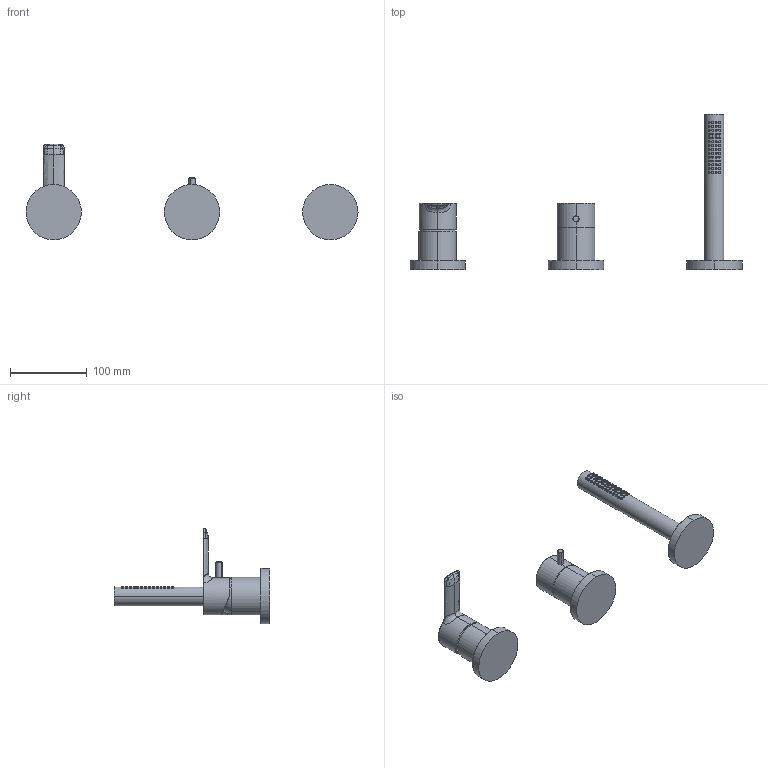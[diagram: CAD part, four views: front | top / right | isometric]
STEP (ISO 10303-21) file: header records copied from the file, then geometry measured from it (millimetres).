
FILE_DESCRIPTION (( 'STEP AP203' ), '1' );
FILE_NAME ('06439083.STEP', '2018-04-25T07:57:24', ( '' ), ( '' ), 'SwSTEP 2.0', 'SolidWorks 2016', '' );
FILE_SCHEMA (( 'CONFIG_CONTROL_DESIGN' ));
Length unit declared in the file: millimetre
Products named in the file (1): 06439083
Bounding box: 432 x 202.29 x 124.35 mm (x, y, z)
Volume: 577032.5 mm3; surface area: 99833.8 mm2
Topology: 10 solids, 11 shells, 277 faces, 553 edges, 355 vertices
Faces by surface type: cylinder 139, plane 80, bspline 38, torus 20
Entity records: 12737 total; most frequent: CARTESIAN_POINT 7233, ORIENTED_EDGE 1106, DIRECTION 1032, EDGE_CURVE 553, AXIS2_PLACEMENT_3D 442, VERTEX_POINT 355, EDGE_LOOP 336, ADVANCED_FACE 277
